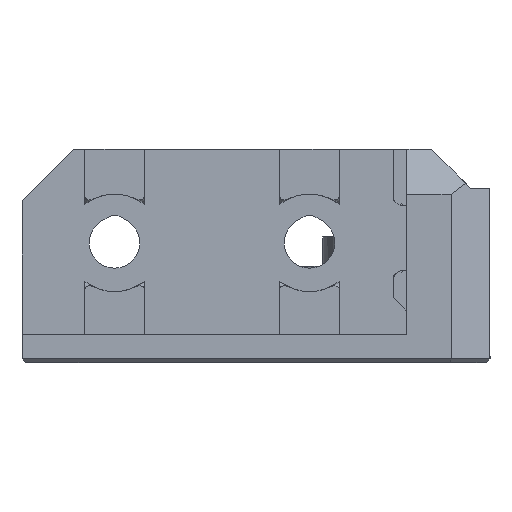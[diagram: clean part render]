
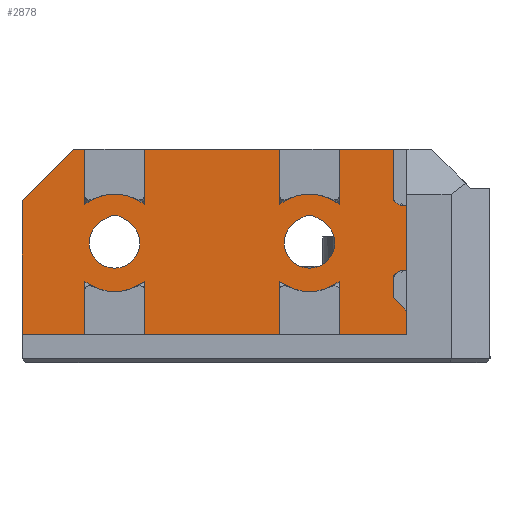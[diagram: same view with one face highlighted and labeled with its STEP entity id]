
A CAD part, left-side view. The second image highlights one B-rep face of the part: STEP entity #2878.
In plain terms, the highlighted planar face has unit normal (-1, 0, 0).
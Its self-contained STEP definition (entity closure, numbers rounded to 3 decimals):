
#21=FACE_BOUND('',#345,.T.);
#22=FACE_BOUND('',#346,.T.);
#34=CIRCLE('',#3044,5.);
#36=CIRCLE('',#3048,5.);
#38=CIRCLE('',#3054,5.);
#39=CIRCLE('',#3055,5.);
#40=CIRCLE('',#3056,2.6);
#41=CIRCLE('',#3057,2.6);
#183=FACE_OUTER_BOUND('',#344,.T.);
#344=EDGE_LOOP('',(#2042,#2043,#2044,#2045,#2046,#2047,#2048,#2049,#2050,
#2051,#2052,#2053,#2054,#2055,#2056,#2057,#2058,#2059,#2060,#2061,#2062));
#345=EDGE_LOOP('',(#2063,#2064,#2065,#2066));
#346=EDGE_LOOP('',(#2067,#2068,#2069,#2070));
#516=LINE('',#4135,#859);
#519=LINE('',#4155,#862);
#523=LINE('',#4177,#866);
#528=LINE('',#4201,#871);
#539=LINE('',#4292,#882);
#544=LINE('',#4329,#887);
#548=LINE('',#4351,#891);
#551=LINE('',#4371,#894);
#555=LINE('',#4499,#898);
#557=LINE('',#4501,#900);
#559=LINE('',#4504,#902);
#570=LINE('',#4687,#913);
#572=LINE('',#4689,#915);
#574=LINE('',#4692,#917);
#577=LINE('',#4738,#920);
#578=LINE('',#4739,#921);
#579=LINE('',#4741,#922);
#580=LINE('',#4744,#923);
#581=LINE('',#4748,#924);
#582=LINE('',#4749,#925);
#583=LINE('',#4752,#926);
#584=LINE('',#4756,#927);
#585=LINE('',#4757,#928);
#859=VECTOR('',#3286,10.);
#862=VECTOR('',#3291,10.);
#866=VECTOR('',#3297,10.);
#871=VECTOR('',#3304,10.);
#882=VECTOR('',#3321,10.);
#887=VECTOR('',#3328,10.);
#891=VECTOR('',#3334,10.);
#894=VECTOR('',#3339,10.);
#898=VECTOR('',#3351,10.);
#900=VECTOR('',#3353,10.);
#902=VECTOR('',#3355,10.);
#913=VECTOR('',#3390,10.);
#915=VECTOR('',#3392,10.);
#917=VECTOR('',#3394,10.);
#920=VECTOR('',#3403,10.);
#921=VECTOR('',#3404,10.);
#922=VECTOR('',#3407,10.);
#923=VECTOR('',#3408,10.);
#924=VECTOR('',#3411,10.);
#925=VECTOR('',#3412,10.);
#926=VECTOR('',#3413,10.);
#927=VECTOR('',#3416,10.);
#928=VECTOR('',#3417,10.);
#1197=VERTEX_POINT('',#4132);
#1198=VERTEX_POINT('',#4134);
#1201=VERTEX_POINT('',#4152);
#1202=VERTEX_POINT('',#4154);
#1206=VERTEX_POINT('',#4174);
#1207=VERTEX_POINT('',#4176);
#1212=VERTEX_POINT('',#4198);
#1213=VERTEX_POINT('',#4200);
#1224=VERTEX_POINT('',#4288);
#1226=VERTEX_POINT('',#4291);
#1232=VERTEX_POINT('',#4326);
#1233=VERTEX_POINT('',#4328);
#1237=VERTEX_POINT('',#4348);
#1238=VERTEX_POINT('',#4350);
#1241=VERTEX_POINT('',#4368);
#1242=VERTEX_POINT('',#4370);
#1247=VERTEX_POINT('',#4496);
#1249=VERTEX_POINT('',#4503);
#1260=VERTEX_POINT('',#4685);
#1261=VERTEX_POINT('',#4691);
#1263=VERTEX_POINT('',#4737);
#1264=VERTEX_POINT('',#4742);
#1265=VERTEX_POINT('',#4743);
#1266=VERTEX_POINT('',#4745);
#1267=VERTEX_POINT('',#4747);
#1268=VERTEX_POINT('',#4750);
#1269=VERTEX_POINT('',#4751);
#1270=VERTEX_POINT('',#4753);
#1271=VERTEX_POINT('',#4755);
#1480=EDGE_CURVE('',#1197,#1198,#516,.T.);
#1484=EDGE_CURVE('',#1201,#1202,#519,.T.);
#1489=EDGE_CURVE('',#1207,#1206,#523,.T.);
#1495=EDGE_CURVE('',#1213,#1212,#528,.T.);
#1508=EDGE_CURVE('',#1226,#1224,#539,.T.);
#1515=EDGE_CURVE('',#1233,#1232,#544,.T.);
#1520=EDGE_CURVE('',#1237,#1238,#548,.T.);
#1524=EDGE_CURVE('',#1241,#1242,#551,.T.);
#1534=EDGE_CURVE('',#1232,#1247,#555,.T.);
#1536=EDGE_CURVE('',#1212,#1202,#557,.T.);
#1538=EDGE_CURVE('',#1249,#1242,#559,.T.);
#1547=EDGE_CURVE('',#1198,#1224,#34,.T.);
#1551=EDGE_CURVE('',#1213,#1241,#36,.T.);
#1560=EDGE_CURVE('',#1260,#1237,#570,.T.);
#1562=EDGE_CURVE('',#1207,#1197,#572,.T.);
#1564=EDGE_CURVE('',#1226,#1261,#574,.T.);
#1569=EDGE_CURVE('',#1238,#1206,#38,.T.);
#1570=EDGE_CURVE('',#1260,#1263,#577,.T.);
#1571=EDGE_CURVE('',#1263,#1249,#578,.T.);
#1572=EDGE_CURVE('',#1233,#1201,#39,.T.);
#1573=EDGE_CURVE('',#1261,#1247,#579,.T.);
#1574=EDGE_CURVE('',#1264,#1265,#580,.T.);
#1575=EDGE_CURVE('',#1266,#1264,#40,.T.);
#1576=EDGE_CURVE('',#1267,#1266,#581,.T.);
#1577=EDGE_CURVE('',#1265,#1267,#582,.T.);
#1578=EDGE_CURVE('',#1268,#1269,#583,.T.);
#1579=EDGE_CURVE('',#1270,#1268,#41,.T.);
#1580=EDGE_CURVE('',#1271,#1270,#584,.T.);
#1581=EDGE_CURVE('',#1269,#1271,#585,.T.);
#2042=ORIENTED_EDGE('',*,*,#1564,.F.);
#2043=ORIENTED_EDGE('',*,*,#1508,.T.);
#2044=ORIENTED_EDGE('',*,*,#1547,.F.);
#2045=ORIENTED_EDGE('',*,*,#1480,.F.);
#2046=ORIENTED_EDGE('',*,*,#1562,.F.);
#2047=ORIENTED_EDGE('',*,*,#1489,.T.);
#2048=ORIENTED_EDGE('',*,*,#1569,.F.);
#2049=ORIENTED_EDGE('',*,*,#1520,.F.);
#2050=ORIENTED_EDGE('',*,*,#1560,.F.);
#2051=ORIENTED_EDGE('',*,*,#1570,.T.);
#2052=ORIENTED_EDGE('',*,*,#1571,.T.);
#2053=ORIENTED_EDGE('',*,*,#1538,.T.);
#2054=ORIENTED_EDGE('',*,*,#1524,.F.);
#2055=ORIENTED_EDGE('',*,*,#1551,.F.);
#2056=ORIENTED_EDGE('',*,*,#1495,.T.);
#2057=ORIENTED_EDGE('',*,*,#1536,.T.);
#2058=ORIENTED_EDGE('',*,*,#1484,.F.);
#2059=ORIENTED_EDGE('',*,*,#1572,.F.);
#2060=ORIENTED_EDGE('',*,*,#1515,.T.);
#2061=ORIENTED_EDGE('',*,*,#1534,.T.);
#2062=ORIENTED_EDGE('',*,*,#1573,.F.);
#2063=ORIENTED_EDGE('',*,*,#1574,.F.);
#2064=ORIENTED_EDGE('',*,*,#1575,.F.);
#2065=ORIENTED_EDGE('',*,*,#1576,.F.);
#2066=ORIENTED_EDGE('',*,*,#1577,.F.);
#2067=ORIENTED_EDGE('',*,*,#1578,.F.);
#2068=ORIENTED_EDGE('',*,*,#1579,.F.);
#2069=ORIENTED_EDGE('',*,*,#1580,.F.);
#2070=ORIENTED_EDGE('',*,*,#1581,.F.);
#2739=PLANE('',#3053);
#2878=ADVANCED_FACE('',(#183,#21,#22),#2739,.T.);
#3044=AXIS2_PLACEMENT_3D('',#4627,#3368,#3369);
#3048=AXIS2_PLACEMENT_3D('',#4670,#3376,#3377);
#3053=AXIS2_PLACEMENT_3D('',#4735,#3399,#3400);
#3054=AXIS2_PLACEMENT_3D('',#4736,#3401,#3402);
#3055=AXIS2_PLACEMENT_3D('',#4740,#3405,#3406);
#3056=AXIS2_PLACEMENT_3D('',#4746,#3409,#3410);
#3057=AXIS2_PLACEMENT_3D('',#4754,#3414,#3415);
#3286=DIRECTION('',(0.,0.,-1.));
#3291=DIRECTION('',(0.,0.,-1.));
#3297=DIRECTION('',(0.,0.,-1.));
#3304=DIRECTION('',(0.,0.,-1.));
#3321=DIRECTION('',(0.,0.,-1.));
#3328=DIRECTION('',(0.,0.,-1.));
#3334=DIRECTION('',(0.,0.,-1.));
#3339=DIRECTION('',(0.,0.,-1.));
#3351=DIRECTION('',(0.,-1.,0.));
#3353=DIRECTION('',(0.,-1.,0.));
#3355=DIRECTION('',(0.,-1.,0.));
#3368=DIRECTION('center_axis',(1.,0.,0.));
#3369=DIRECTION('ref_axis',(0.,-1.,0.));
#3376=DIRECTION('center_axis',(1.,0.,0.));
#3377=DIRECTION('ref_axis',(0.,-1.,0.));
#3390=DIRECTION('',(0.,-1.,0.));
#3392=DIRECTION('',(0.,-1.,0.));
#3394=DIRECTION('',(0.,-1.,0.));
#3399=DIRECTION('center_axis',(-1.,0.,0.));
#3400=DIRECTION('ref_axis',(0.,1.,0.));
#3401=DIRECTION('center_axis',(1.,0.,0.));
#3402=DIRECTION('ref_axis',(0.,-1.,0.));
#3403=DIRECTION('',(0.,0.707,-0.707));
#3404=DIRECTION('',(0.,0.,-1.));
#3405=DIRECTION('center_axis',(1.,0.,0.));
#3406=DIRECTION('ref_axis',(0.,-1.,0.));
#3407=DIRECTION('',(0.,0.,-1.));
#3408=DIRECTION('',(0.,0.866,0.5));
#3409=DIRECTION('center_axis',(-1.,0.,0.));
#3410=DIRECTION('ref_axis',(0.,0.,
-1.));
#3411=DIRECTION('',(0.,0.866,-0.5));
#3412=DIRECTION('',(0.,1.,0.));
#3413=DIRECTION('',(0.,0.866,0.5));
#3414=DIRECTION('center_axis',(-1.,0.,0.));
#3415=DIRECTION('ref_axis',(0.,0.,
-1.));
#3416=DIRECTION('',(0.,0.866,-0.5));
#3417=DIRECTION('',(0.,1.,0.));
#4132=CARTESIAN_POINT('',(-29.3,10.05,12.));
#4134=CARTESIAN_POINT('',(-29.3,10.05,6.362));
#4135=CARTESIAN_POINT('',(-29.3,10.05,12.));
#4152=CARTESIAN_POINT('',(-29.3,10.05,-1.562));
#4154=CARTESIAN_POINT('',(-29.3,10.05,-7.));
#4155=CARTESIAN_POINT('',(-29.3,10.05,12.));
#4174=CARTESIAN_POINT('',(-29.3,23.95,6.362));
#4176=CARTESIAN_POINT('',(-29.3,23.95,12.));
#4177=CARTESIAN_POINT('',(-29.3,23.95,12.));
#4198=CARTESIAN_POINT('',(-29.3,23.95,-7.));
#4200=CARTESIAN_POINT('',(-29.3,23.95,-1.562));
#4201=CARTESIAN_POINT('',(-29.3,23.95,12.));
#4288=CARTESIAN_POINT('',(-29.3,3.95,6.362));
#4291=CARTESIAN_POINT('',(-29.3,3.95,12.));
#4292=CARTESIAN_POINT('',(-29.3,3.95,12.));
#4326=CARTESIAN_POINT('',(-29.3,3.95,-7.));
#4328=CARTESIAN_POINT('',(-29.3,3.95,-1.562));
#4329=CARTESIAN_POINT('',(-29.3,3.95,12.));
#4348=CARTESIAN_POINT('',(-29.3,30.05,12.));
#4350=CARTESIAN_POINT('',(-29.3,30.05,6.362));
#4351=CARTESIAN_POINT('',(-29.3,30.05,12.));
#4368=CARTESIAN_POINT('',(-29.3,30.05,-1.562));
#4370=CARTESIAN_POINT('',(-29.3,30.05,-7.));
#4371=CARTESIAN_POINT('',(-29.3,30.05,12.));
#4496=CARTESIAN_POINT('',(-29.3,-3.,-7.));
#4499=CARTESIAN_POINT('',(-29.3,6.875,-7.));
#4501=CARTESIAN_POINT('',(-29.3,11.225,-7.));
#4503=CARTESIAN_POINT('',(-29.3,36.5,-7.));
#4504=CARTESIAN_POINT('',(-29.3,31.225,-7.));
#4627=CARTESIAN_POINT('Origin',(-29.3,7.,2.4));
#4670=CARTESIAN_POINT('Origin',(-29.3,27.,2.4));
#4685=CARTESIAN_POINT('',(-29.3,31.225,12.));
#4687=CARTESIAN_POINT('',(-29.3,17.981,12.));
#4689=CARTESIAN_POINT('',(-29.3,14.344,12.));
#4691=CARTESIAN_POINT('',(-29.3,-3.,12.));
#4692=CARTESIAN_POINT('',(-29.3,4.344,12.));
#4735=CARTESIAN_POINT('Origin',(-29.3,-3.,0.));
#4736=CARTESIAN_POINT('Origin',(-29.3,27.,2.4));
#4737=CARTESIAN_POINT('',(-29.3,36.5,6.725));
#4738=CARTESIAN_POINT('',(-29.3,36.863,6.363));
#4739=CARTESIAN_POINT('',(-29.3,36.5,-6.));
#4740=CARTESIAN_POINT('Origin',(-29.3,7.,2.4));
#4741=CARTESIAN_POINT('',(-29.3,-3.,-6.));
#4742=CARTESIAN_POINT('',(-29.3,25.7,4.652));
#4743=CARTESIAN_POINT('',(-29.3,26.65,5.2));
#4744=CARTESIAN_POINT('',(-29.3,25.7,4.652));
#4745=CARTESIAN_POINT('',(-29.3,28.3,4.652));
#4746=CARTESIAN_POINT('Origin',(-29.3,27.,2.4));
#4747=CARTESIAN_POINT('',(-29.3,27.35,5.2));
#4748=CARTESIAN_POINT('',(-29.3,27.825,4.926));
#4749=CARTESIAN_POINT('',(-29.3,26.825,5.2));
#4750=CARTESIAN_POINT('',(-29.3,5.7,4.652));
#4751=CARTESIAN_POINT('',(-29.3,6.65,5.2));
#4752=CARTESIAN_POINT('',(-29.3,5.7,4.652));
#4753=CARTESIAN_POINT('',(-29.3,8.3,4.652));
#4754=CARTESIAN_POINT('Origin',(-29.3,7.,2.4));
#4755=CARTESIAN_POINT('',(-29.3,7.35,5.2));
#4756=CARTESIAN_POINT('',(-29.3,7.825,4.926));
#4757=CARTESIAN_POINT('',(-29.3,6.825,5.2));
